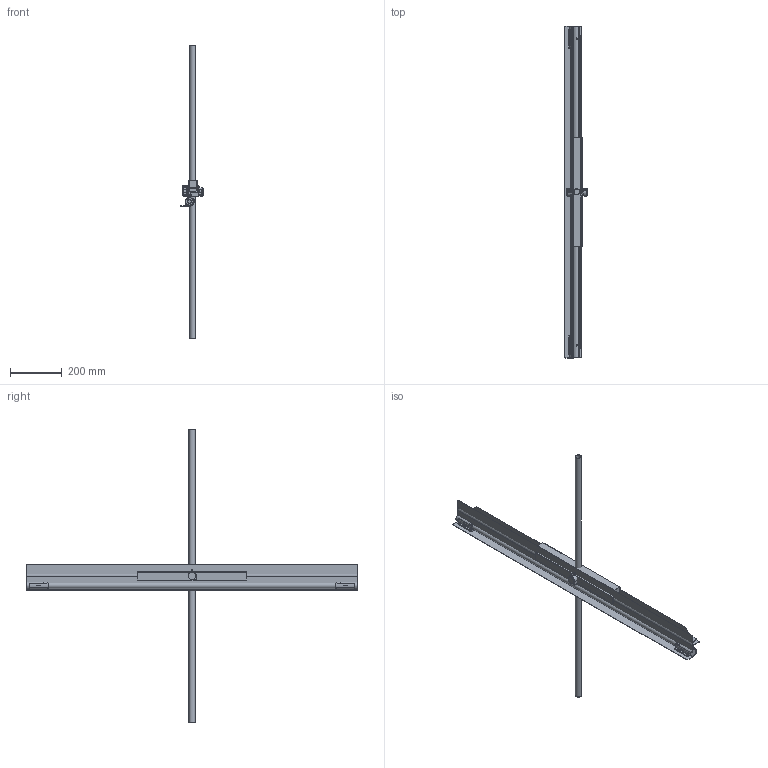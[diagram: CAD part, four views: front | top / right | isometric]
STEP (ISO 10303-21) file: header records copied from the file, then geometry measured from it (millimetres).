
FILE_DESCRIPTION( ( 'Unknown' ), '1' );
FILE_NAME( '8095.stp', 'Unknown', ( 'Unknown' ), ( 'Unknown' ), 'PSStep 13.0', 'Unknown', ' ' );
FILE_SCHEMA( ( 'AUTOMOTIVE_DESIGN { 1 0 10303 214 1 1 1 1 }' ) );
Length unit declared in the file: millimetre
Products named in the file (12): Assem1; 5645766; 5645767; Tgraf; 5613512; 5613513; 5691664; PERFILmeca; soporte; R17; 5691953; 5691952
Bounding box: 87.35 x 1281 x 1128 mm (x, y, z)
Volume: 1542024.3 mm3; surface area: 1640699.1 mm2
Topology: 22 solids, 22 shells, 1212 faces, 3366 edges, 2234 vertices
Faces by surface type: plane 964, cylinder 222, cone 18, torus 4, sphere 4
Full cylindrical faces by diameter (mm): 2.459 x22, 4 x4, 4.8 x4, 5 x4, 10 x2, 18.5 x4, 21 x2, 24 x2, 25 x4, 28 x4
Entity records: 25325 total; most frequent: CARTESIAN_POINT 4264, DIRECTION 3655, ORIENTED_EDGE 3238, EDGE_CURVE 1619, AXIS2_PLACEMENT_3D 1450, VERTEX_POINT 1099, LINE 755, VECTOR 755
